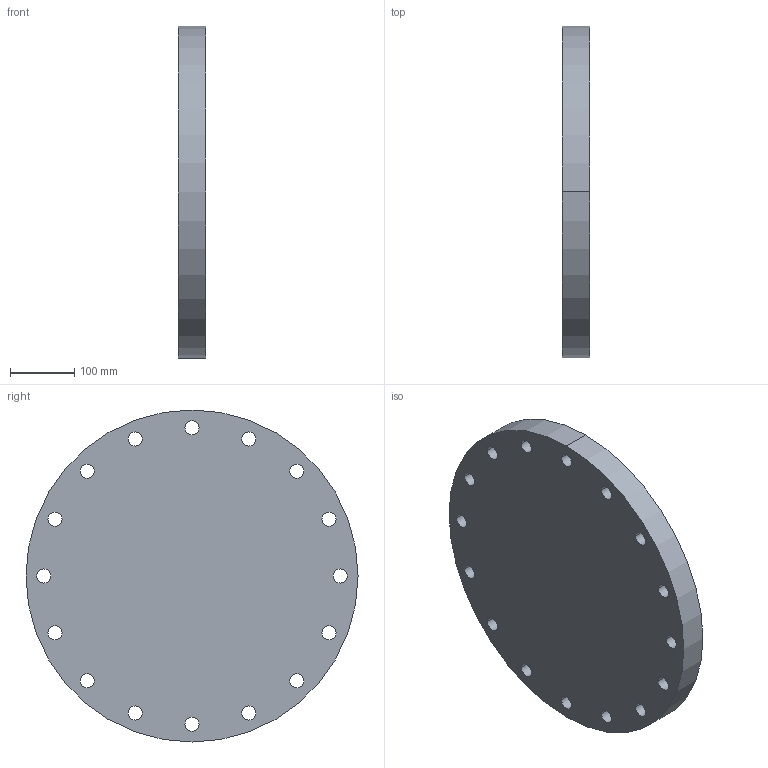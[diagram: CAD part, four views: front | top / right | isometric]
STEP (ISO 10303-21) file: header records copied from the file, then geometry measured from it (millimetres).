
FILE_DESCRIPTION( ( '' ), '1' );
FILE_NAME( 'FCS355.stp', '2015-09-22T07:46:58', ( '' ), ( '' ), ' ', ' ', ' ' );
FILE_SCHEMA( ( 'automotive_design' ) );
Length unit declared in the file: millimetre
Products named in the file (1): 1
Bounding box: 42 x 515 x 515 mm (x, y, z)
Volume: 8493454.4 mm3; surface area: 518848.2 mm2
Topology: 1 solids, 1 shells, 36 faces, 102 edges, 68 vertices
Faces by surface type: cylinder 34, plane 2
Entity records: 2440 total; most frequent: DIRECTION 244, STYLED_ITEM 207, PRESENTATION_STYLE_ASSIGNMENT 207, CARTESIAN_POINT 207, COLOUR_RGB 207, ORIENTED_EDGE 204, AXIS2_PLACEMENT_3D 105, EDGE_CURVE 102
